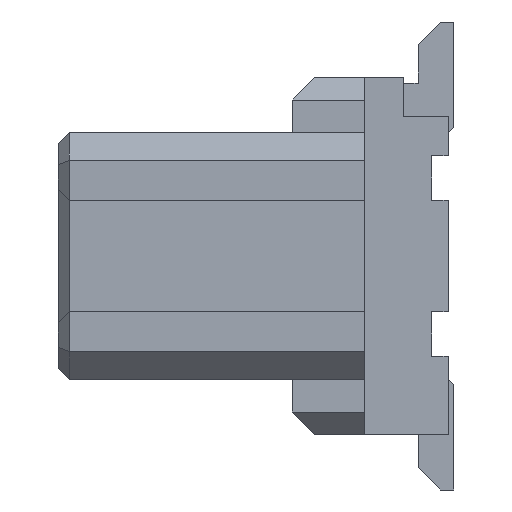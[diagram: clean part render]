
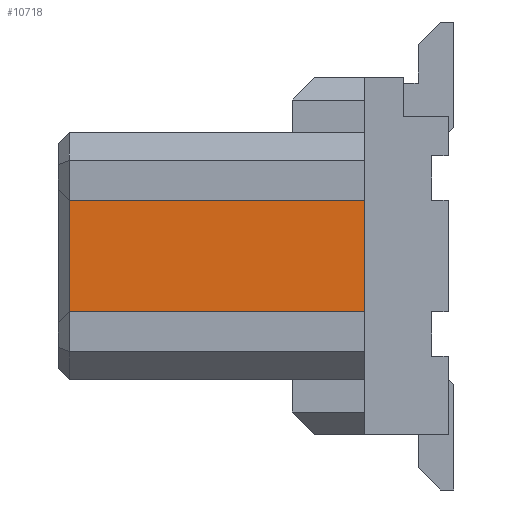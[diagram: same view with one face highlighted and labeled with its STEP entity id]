
A CAD part, left-side view. The second image highlights one B-rep face of the part: STEP entity #10718.
In plain terms, the highlighted planar face has unit normal (-1, 0, 0).
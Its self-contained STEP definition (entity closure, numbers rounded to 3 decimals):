
#931=DIRECTION('',(0.,0.,-1.));
#932=VECTOR('',#931,1.);
#933=CARTESIAN_POINT('',(-2.788,-1.375,0.5));
#934=LINE('',#933,#932);
#2885=DIRECTION('',(0.,-1.,0.));
#2886=VECTOR('',#2885,2.65);
#2887=CARTESIAN_POINT('',(-2.788,1.275,-0.5));
#2888=LINE('',#2887,#2886);
#2909=DIRECTION('',(0.,0.,1.));
#2910=VECTOR('',#2909,1.);
#2911=CARTESIAN_POINT('',(-2.788,1.275,-0.5));
#2912=LINE('',#2911,#2910);
#2913=DIRECTION('',(0.,-1.,0.));
#2914=VECTOR('',#2913,2.65);
#2915=CARTESIAN_POINT('',(-2.788,1.275,0.5));
#2916=LINE('',#2915,#2914);
#5499=CARTESIAN_POINT('',(-2.788,-1.375,0.5));
#5500=CARTESIAN_POINT('',(-2.788,-1.375,-0.5));
#5501=VERTEX_POINT('',#5499);
#5502=VERTEX_POINT('',#5500);
#5693=CARTESIAN_POINT('',(-2.788,1.275,-0.5));
#5694=CARTESIAN_POINT('',(-2.788,1.275,0.5));
#5695=VERTEX_POINT('',#5693);
#5696=VERTEX_POINT('',#5694);
#10707=CARTESIAN_POINT('',(-2.788,1.375,0.5));
#10708=DIRECTION('',(1.,0.,0.));
#10709=DIRECTION('',(0.,0.,-1.));
#10710=AXIS2_PLACEMENT_3D('',#10707,#10708,#10709);
#10711=PLANE('',#10710);
#10712=ORIENTED_EDGE('',*,*,#10662,.T.);
#10713=ORIENTED_EDGE('',*,*,#10702,.T.);
#10714=ORIENTED_EDGE('',*,*,#7873,.T.);
#10715=ORIENTED_EDGE('',*,*,#10634,.F.);
#10716=EDGE_LOOP('',(#10712,#10713,#10714,#10715));
#10717=FACE_OUTER_BOUND('',#10716,.F.);
#10718=ADVANCED_FACE('',(#10717),#10711,.F.);
#7873=EDGE_CURVE('',#5501,#5502,#934,.T.);
#10634=EDGE_CURVE('',#5695,#5502,#2888,.T.);
#10662=EDGE_CURVE('',#5695,#5696,#2912,.T.);
#10702=EDGE_CURVE('',#5696,#5501,#2916,.T.);
